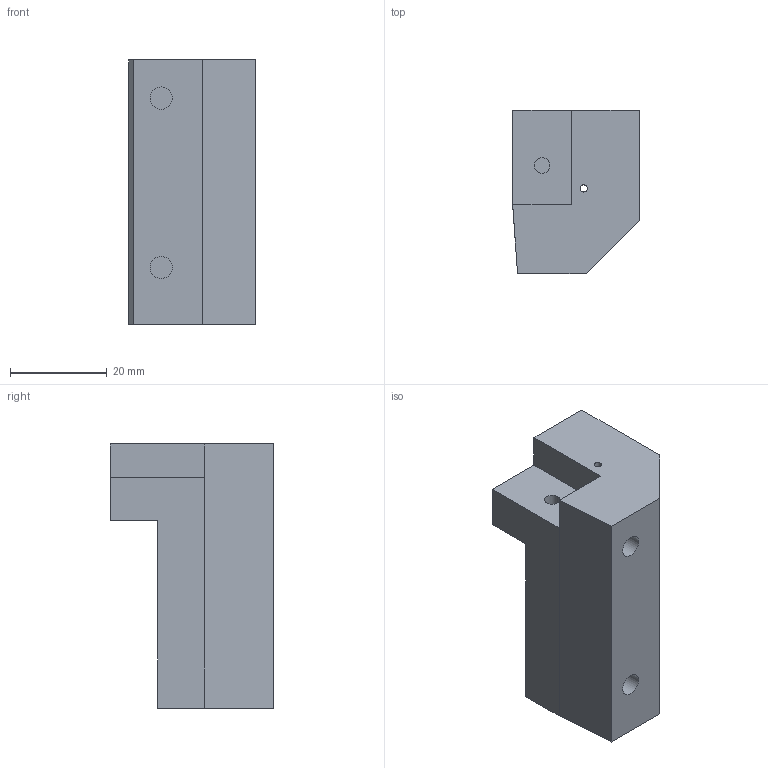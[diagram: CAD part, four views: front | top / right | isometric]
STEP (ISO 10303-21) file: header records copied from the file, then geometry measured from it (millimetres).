
FILE_DESCRIPTION(('FreeCAD Model'),'2;1');
FILE_NAME('Open CASCADE Shape Model','1974-01-01T00:00:00',(''),(''), 'Open CASCADE STEP processor 7.7','FreeCAD','Unknown');
FILE_SCHEMA(('AUTOMOTIVE_DESIGN { 1 0 10303 214 1 1 1 1 }'));
Length unit declared in the file: millimetre
Products named in the file (1): k1_front_idler_right_step
Bounding box: 26.2 x 33.8 x 54.66 mm (x, y, z)
Volume: 28759.6 mm3; surface area: 8936.1 mm2
Topology: 1 solids, 1 shells, 45 faces, 97 edges, 65 vertices
Faces by surface type: plane 30, cylinder 15
Full cylindrical faces by diameter (mm): 1.5 x1, 3.2 x1, 3.8 x2, 4.6 x6, 6 x2, 7.2 x1
Entity records: 1247 total; most frequent: DIRECTION 215, CARTESIAN_POINT 214, ORIENTED_EDGE 194, EDGE_CURVE 97, AXIS2_PLACEMENT_3D 78, VERTEX_POINT 65, FACE_BOUND 62, EDGE_LOOP 62
